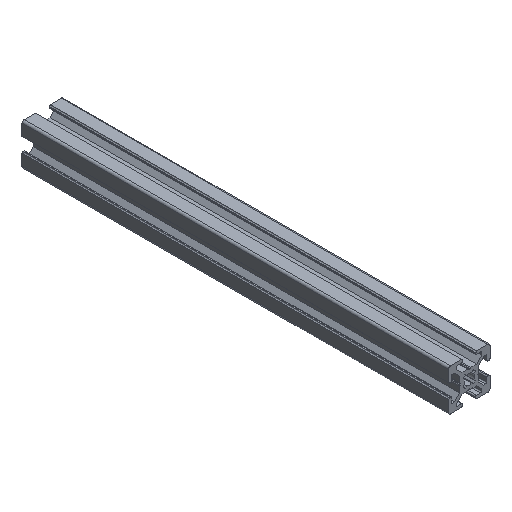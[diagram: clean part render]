
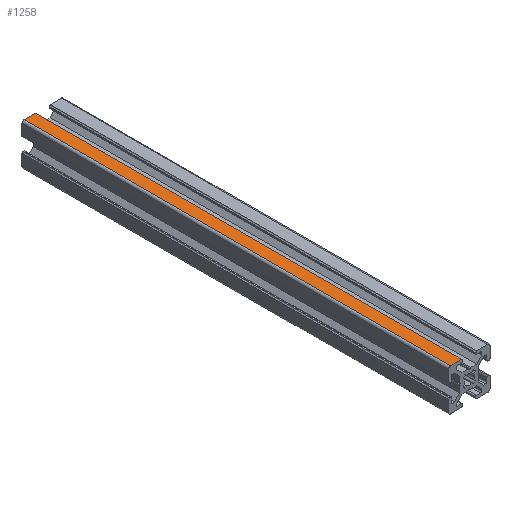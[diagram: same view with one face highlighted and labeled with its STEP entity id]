
A CAD part, isometric view. The second image highlights one B-rep face of the part: STEP entity #1258.
In plain terms, the highlighted planar face has unit normal (0, 0, 1).
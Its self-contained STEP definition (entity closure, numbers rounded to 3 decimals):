
#20 = CARTESIAN_POINT ( 'NONE',  ( 6.5, 0., 0. ) ) ;
#266 = ORIENTED_EDGE ( 'NONE', *, *, #945, .T. ) ;
#533 = VERTEX_POINT ( 'NONE', #20 ) ;
#945 = EDGE_CURVE ( 'NONE', #3981, #533, #1300, .T. ) ;
#1063 = ORIENTED_EDGE ( 'NONE', *, *, #1589, .F. ) ;
#1105 = CARTESIAN_POINT ( 'NONE',  ( 1., 0., 0. ) ) ;
#1126 = DIRECTION ( 'NONE',  ( 0., 0., -1. ) ) ;
#1258 = ADVANCED_FACE ( 'NONE', ( #4085 ), #2720, .F. ) ;
#1300 = LINE ( 'NONE', #2885, #2623 ) ;
#1342 = DIRECTION ( 'NONE',  ( 0., -1., 0. ) ) ;
#1589 = EDGE_CURVE ( 'NONE', #2498, #3986, #2961, .T. ) ;
#1595 = DIRECTION ( 'NONE',  ( 1., 0., 0. ) ) ;
#1630 = ORIENTED_EDGE ( 'NONE', *, *, #2220, .T. ) ;
#1959 = LINE ( 'NONE', #2594, #3224 ) ;
#2019 = CARTESIAN_POINT ( 'NONE',  ( 0., 205., 0. ) ) ;
#2118 = CARTESIAN_POINT ( 'NONE',  ( 0., 205., 0. ) ) ;
#2220 = EDGE_CURVE ( 'NONE', #2498, #3981, #2579, .T. ) ;
#2498 = VERTEX_POINT ( 'NONE', #2742 ) ;
#2579 = LINE ( 'NONE', #3240, #4078 ) ;
#2584 = EDGE_CURVE ( 'NONE', #3986, #533, #1959, .T. ) ;
#2594 = CARTESIAN_POINT ( 'NONE',  ( 6.5, 205., 0. ) ) ;
#2623 = VECTOR ( 'NONE', #1595, 1000. ) ;
#2650 = CARTESIAN_POINT ( 'NONE',  ( 6.5, 205., 0. ) ) ;
#2720 = PLANE ( 'NONE',  #3644 ) ;
#2742 = CARTESIAN_POINT ( 'NONE',  ( 1., 205., 0. ) ) ;
#2885 = CARTESIAN_POINT ( 'NONE',  ( 0., 0., 0. ) ) ;
#2961 = LINE ( 'NONE', #2019, #3947 ) ;
#3110 = DIRECTION ( 'NONE',  ( -1., 0., 0. ) ) ;
#3224 = VECTOR ( 'NONE', #3253, 1000. ) ;
#3240 = CARTESIAN_POINT ( 'NONE',  ( 1., 0., 0. ) ) ;
#3253 = DIRECTION ( 'NONE',  ( 0., -1., 0. ) ) ;
#3550 = EDGE_LOOP ( 'NONE', ( #1063, #1630, #266, #4007 ) ) ;
#3644 = AXIS2_PLACEMENT_3D ( 'NONE', #2118, #1126, #3110 ) ;
#3921 = DIRECTION ( 'NONE',  ( 1., 0., 0. ) ) ;
#3947 = VECTOR ( 'NONE', #3921, 1000. ) ;
#3981 = VERTEX_POINT ( 'NONE', #1105 ) ;
#3986 = VERTEX_POINT ( 'NONE', #2650 ) ;
#4007 = ORIENTED_EDGE ( 'NONE', *, *, #2584, .F. ) ;
#4078 = VECTOR ( 'NONE', #1342, 1000. ) ;
#4085 = FACE_OUTER_BOUND ( 'NONE', #3550, .T. ) ;
